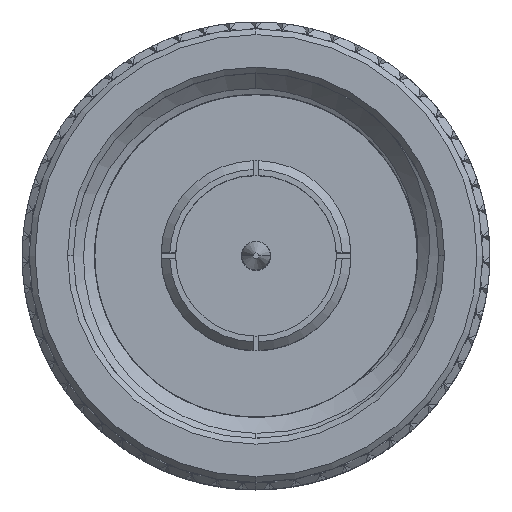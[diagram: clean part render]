
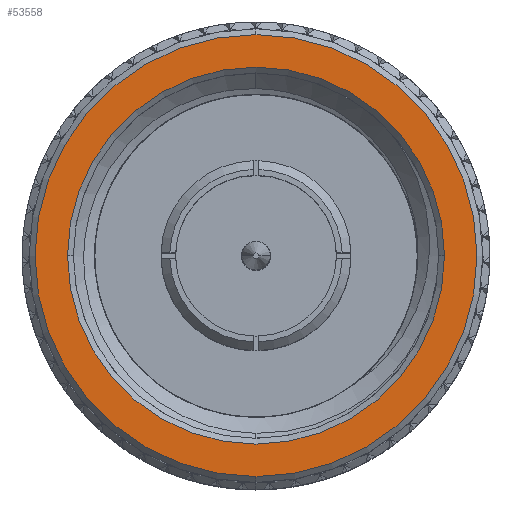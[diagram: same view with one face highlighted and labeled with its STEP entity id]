
A CAD part, top view. The second image highlights one B-rep face of the part: STEP entity #53558.
In plain terms, the highlighted face is planar.
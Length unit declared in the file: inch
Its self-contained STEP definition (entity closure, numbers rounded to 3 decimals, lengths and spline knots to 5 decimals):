
#119 = DIRECTION ( 'NONE',  ( 0., 1., 0. ) ) ;
#6669 = PLANE ( 'NONE',  #29218 ) ;
#8092 = VERTEX_POINT ( 'NONE', #61964 ) ;
#11708 = CARTESIAN_POINT ( 'NONE',  ( 0., 0., 0. ) ) ;
#13131 = DIRECTION ( 'NONE',  ( -1., 0., 0. ) ) ;
#15449 = FACE_OUTER_BOUND ( 'NONE', #27457, .T. ) ;
#15865 = AXIS2_PLACEMENT_3D ( 'NONE', #24282, #66709, #87752 ) ;
#18846 = EDGE_CURVE ( 'NONE', #41451, #8092, #41268, .T. ) ;
#24282 = CARTESIAN_POINT ( 'NONE',  ( 0., 0., 0. ) ) ;
#25113 = ORIENTED_EDGE ( 'NONE', *, *, #40765, .T. ) ;
#27457 = EDGE_LOOP ( 'NONE', ( #71037, #25113 ) ) ;
#29218 = AXIS2_PLACEMENT_3D ( 'NONE', #91575, #56987, #119 ) ;
#35519 = CARTESIAN_POINT ( 'NONE',  ( 0., 0., 0. ) ) ;
#35555 = FACE_BOUND ( 'NONE', #86019, .T. ) ;
#39090 = CIRCLE ( 'NONE', #73357, 0.37809 ) ;
#40765 = EDGE_CURVE ( 'NONE', #58912, #61642, #87249, .T. ) ;
#41268 = CIRCLE ( 'NONE', #15865, 0.3225 ) ;
#41451 = VERTEX_POINT ( 'NONE', #42428 ) ;
#42428 = CARTESIAN_POINT ( 'NONE',  ( 0., 0., 0.3225 ) ) ;
#42782 = AXIS2_PLACEMENT_3D ( 'NONE', #59170, #87223, #87681 ) ;
#46691 = DIRECTION ( 'NONE',  ( -1., 0., 0. ) ) ;
#51439 = AXIS2_PLACEMENT_3D ( 'NONE', #35519, #13131, #78426 ) ;
#53558 = ADVANCED_FACE ( 'NONE', ( #35555, #15449 ), #6669, .T. ) ;
#54355 = ORIENTED_EDGE ( 'NONE', *, *, #60691, .T. ) ;
#55252 = CARTESIAN_POINT ( 'NONE',  ( 0., -0.37809, 0. ) ) ;
#56987 = DIRECTION ( 'NONE',  ( -1., 0., 0. ) ) ;
#58912 = VERTEX_POINT ( 'NONE', #55252 ) ;
#59170 = CARTESIAN_POINT ( 'NONE',  ( 0., 0., 0. ) ) ;
#60691 = EDGE_CURVE ( 'NONE', #8092, #41451, #77097, .T. ) ;
#61642 = VERTEX_POINT ( 'NONE', #80218 ) ;
#61964 = CARTESIAN_POINT ( 'NONE',  ( 0., 0., -0.3225 ) ) ;
#66709 = DIRECTION ( 'NONE',  ( 1., 0., 0. ) ) ;
#66757 = DIRECTION ( 'NONE',  ( 0., 1., 0. ) ) ;
#71037 = ORIENTED_EDGE ( 'NONE', *, *, #85839, .T. ) ;
#73357 = AXIS2_PLACEMENT_3D ( 'NONE', #11708, #46691, #66757 ) ;
#77097 = CIRCLE ( 'NONE', #42782, 0.3225 ) ;
#78426 = DIRECTION ( 'NONE',  ( 0., 1., 0. ) ) ;
#80218 = CARTESIAN_POINT ( 'NONE',  ( 0., 0.37809, 0. ) ) ;
#85839 = EDGE_CURVE ( 'NONE', #61642, #58912, #39090, .T. ) ;
#86019 = EDGE_LOOP ( 'NONE', ( #90708, #54355 ) ) ;
#87223 = DIRECTION ( 'NONE',  ( 1., 0., 0. ) ) ;
#87249 = CIRCLE ( 'NONE', #51439, 0.37809 ) ;
#87681 = DIRECTION ( 'NONE',  ( 0., 0., 1. ) ) ;
#87752 = DIRECTION ( 'NONE',  ( 0., 0., 1. ) ) ;
#90708 = ORIENTED_EDGE ( 'NONE', *, *, #18846, .T. ) ;
#91575 = CARTESIAN_POINT ( 'NONE',  ( 0., 0.38809, 0. ) ) ;
